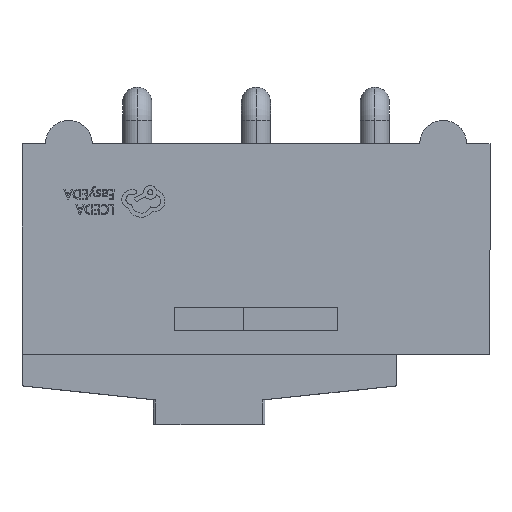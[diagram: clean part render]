
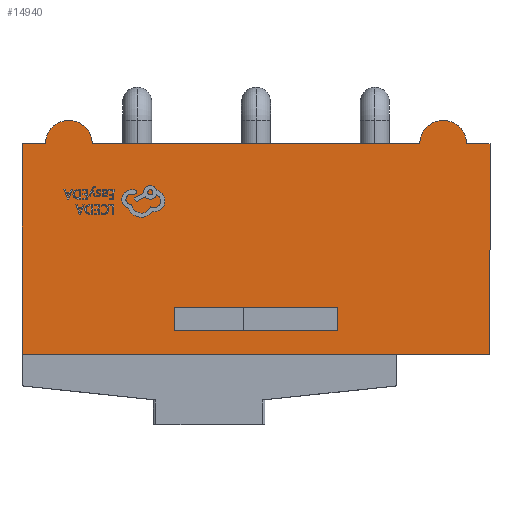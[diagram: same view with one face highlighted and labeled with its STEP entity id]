
A CAD part, top view. The second image highlights one B-rep face of the part: STEP entity #14940.
In plain terms, the highlighted planar face has unit normal (0, 0, 1).
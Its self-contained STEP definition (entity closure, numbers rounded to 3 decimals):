
#139 = ORIENTED_EDGE ( 'NONE', *, *, #16481, .T. ) ;
#288 = VERTEX_POINT ( 'NONE', #15796 ) ;
#498 = DIRECTION ( 'NONE',  ( 0., -1., 0. ) ) ;
#570 = EDGE_CURVE ( 'NONE', #12296, #13781, #12322, .T. ) ;
#682 = EDGE_CURVE ( 'NONE', #288, #17881, #4970, .T. ) ;
#814 = DIRECTION ( 'NONE',  ( 0., -1., 0. ) ) ;
#900 = CARTESIAN_POINT ( 'NONE',  ( 1.75, -1.25, 2.5 ) ) ;
#1087 = DIRECTION ( 'NONE',  ( -1., 0., 0. ) ) ;
#1158 = DIRECTION ( 'NONE',  ( 1., 0., 0. ) ) ;
#1549 = EDGE_CURVE ( 'NONE', #13865, #5718, #14262, .T. ) ;
#1663 = ORIENTED_EDGE ( 'NONE', *, *, #682, .T. ) ;
#2017 = DIRECTION ( 'NONE',  ( 0., 0., 1. ) ) ;
#2331 = AXIS2_PLACEMENT_3D ( 'NONE', #9661, #9857, #2870 ) ;
#2427 = VECTOR ( 'NONE', #498, 1000. ) ;
#2668 = VERTEX_POINT ( 'NONE', #10679 ) ;
#2757 = VECTOR ( 'NONE', #14744, 1000. ) ;
#2855 = CARTESIAN_POINT ( 'NONE',  ( -5., -2.25, 2.5 ) ) ;
#2870 = DIRECTION ( 'NONE',  ( 1., 0., 0. ) ) ;
#2928 = EDGE_CURVE ( 'NONE', #2992, #13020, #17602, .T. ) ;
#2992 = VERTEX_POINT ( 'NONE', #11858 ) ;
#3083 = FACE_BOUND ( 'NONE', #12575, .T. ) ;
#3263 = VECTOR ( 'NONE', #1087, 1000. ) ;
#3788 = CARTESIAN_POINT ( 'NONE',  ( -1.75, -1.25, 2.5 ) ) ;
#3919 = VECTOR ( 'NONE', #8974, 1000. ) ;
#4018 = VECTOR ( 'NONE', #7815, 1000. ) ;
#4078 = AXIS2_PLACEMENT_3D ( 'NONE', #7540, #2017, #5963 ) ;
#4355 = DIRECTION ( 'NONE',  ( 0., 0., 1. ) ) ;
#4597 = DIRECTION ( 'NONE',  ( -1., 0., 0. ) ) ;
#4808 = LINE ( 'NONE', #14640, #4018 ) ;
#4970 = CIRCLE ( 'NONE', #2331, 0.5 ) ;
#4982 = EDGE_CURVE ( 'NONE', #13781, #288, #17214, .T. ) ;
#5354 = EDGE_CURVE ( 'NONE', #16609, #6410, #8372, .T. ) ;
#5718 = VERTEX_POINT ( 'NONE', #2855 ) ;
#5963 = DIRECTION ( 'NONE',  ( -1., 0., 0. ) ) ;
#6114 = LINE ( 'NONE', #17680, #3919 ) ;
#6410 = VERTEX_POINT ( 'NONE', #8887 ) ;
#6417 = CARTESIAN_POINT ( 'NONE',  ( -5., 2.25, 2.5 ) ) ;
#6438 = ORIENTED_EDGE ( 'NONE', *, *, #570, .T. ) ;
#6503 = LINE ( 'NONE', #900, #13323 ) ;
#6603 = CARTESIAN_POINT ( 'NONE',  ( -5., 2.25, 2.5 ) ) ;
#6679 = CARTESIAN_POINT ( 'NONE',  ( -1.75, -1.75, 2.5 ) ) ;
#6921 = PLANE ( 'NONE',  #15627 ) ;
#7478 = EDGE_CURVE ( 'NONE', #17881, #2992, #17734, .T. ) ;
#7540 = CARTESIAN_POINT ( 'NONE',  ( -4., 2.25, 2.5 ) ) ;
#7815 = DIRECTION ( 'NONE',  ( -1., 0., 0. ) ) ;
#7903 = EDGE_LOOP ( 'NONE', ( #11018, #10437, #9052, #13283, #10467, #6438, #13541, #1663 ) ) ;
#8131 = LINE ( 'NONE', #10667, #16842 ) ;
#8260 = EDGE_CURVE ( 'NONE', #16979, #16609, #4808, .T. ) ;
#8353 = ORIENTED_EDGE ( 'NONE', *, *, #12004, .T. ) ;
#8372 = LINE ( 'NONE', #3788, #11736 ) ;
#8388 = CARTESIAN_POINT ( 'NONE',  ( 5., 2.25, 2.5 ) ) ;
#8887 = CARTESIAN_POINT ( 'NONE',  ( -1.75, -1.25, 2.5 ) ) ;
#8974 = DIRECTION ( 'NONE',  ( 1., 0., 0. ) ) ;
#9052 = ORIENTED_EDGE ( 'NONE', *, *, #13391, .T. ) ;
#9661 = CARTESIAN_POINT ( 'NONE',  ( 4., 2.25, 2.5 ) ) ;
#9857 = DIRECTION ( 'NONE',  ( 0., 0., 1. ) ) ;
#10437 = ORIENTED_EDGE ( 'NONE', *, *, #2928, .T. ) ;
#10467 = ORIENTED_EDGE ( 'NONE', *, *, #16554, .T. ) ;
#10667 = CARTESIAN_POINT ( 'NONE',  ( -5., -2.25, 2.5 ) ) ;
#10679 = CARTESIAN_POINT ( 'NONE',  ( 1.75, -1.25, 2.5 ) ) ;
#11018 = ORIENTED_EDGE ( 'NONE', *, *, #7478, .T. ) ;
#11334 = CARTESIAN_POINT ( 'NONE',  ( 0., 0., 2.5 ) ) ;
#11486 = CARTESIAN_POINT ( 'NONE',  ( 5., -2.25, 2.5 ) ) ;
#11621 = CARTESIAN_POINT ( 'NONE',  ( -5., 2.25, 2.5 ) ) ;
#11736 = VECTOR ( 'NONE', #13982, 1000. ) ;
#11858 = CARTESIAN_POINT ( 'NONE',  ( -3.5, 2.25, 2.5 ) ) ;
#11984 = DIRECTION ( 'NONE',  ( 1., 0., 0. ) ) ;
#12004 = EDGE_CURVE ( 'NONE', #6410, #2668, #6114, .T. ) ;
#12085 = VECTOR ( 'NONE', #12208, 1000. ) ;
#12208 = DIRECTION ( 'NONE',  ( -1., 0., 0. ) ) ;
#12296 = VERTEX_POINT ( 'NONE', #11486 ) ;
#12322 = LINE ( 'NONE', #16319, #2757 ) ;
#12575 = EDGE_LOOP ( 'NONE', ( #17867, #16788, #8353, #139 ) ) ;
#13020 = VERTEX_POINT ( 'NONE', #14820 ) ;
#13283 = ORIENTED_EDGE ( 'NONE', *, *, #1549, .T. ) ;
#13323 = VECTOR ( 'NONE', #814, 1000. ) ;
#13391 = EDGE_CURVE ( 'NONE', #13020, #13865, #16277, .T. ) ;
#13484 = VECTOR ( 'NONE', #4597, 1000. ) ;
#13541 = ORIENTED_EDGE ( 'NONE', *, *, #4982, .T. ) ;
#13781 = VERTEX_POINT ( 'NONE', #8388 ) ;
#13865 = VERTEX_POINT ( 'NONE', #15972 ) ;
#13898 = FACE_OUTER_BOUND ( 'NONE', #7903, .T. ) ;
#13982 = DIRECTION ( 'NONE',  ( 0., 1., 0. ) ) ;
#14262 = LINE ( 'NONE', #11621, #2427 ) ;
#14640 = CARTESIAN_POINT ( 'NONE',  ( 1.75, -1.75, 2.5 ) ) ;
#14744 = DIRECTION ( 'NONE',  ( 0., 1., 0. ) ) ;
#14820 = CARTESIAN_POINT ( 'NONE',  ( -4.5, 2.25, 2.5 ) ) ;
#14940 = ADVANCED_FACE ( 'NONE', ( #13898, #3083 ), #6921, .T. ) ;
#15396 = CARTESIAN_POINT ( 'NONE',  ( 3.5, 2.25, 2.5 ) ) ;
#15627 = AXIS2_PLACEMENT_3D ( 'NONE', #11334, #4355, #11984 ) ;
#15796 = CARTESIAN_POINT ( 'NONE',  ( 4.5, 2.25, 2.5 ) ) ;
#15930 = CARTESIAN_POINT ( 'NONE',  ( -5., 2.25, 2.5 ) ) ;
#15972 = CARTESIAN_POINT ( 'NONE',  ( -5., 2.25, 2.5 ) ) ;
#16277 = LINE ( 'NONE', #6417, #3263 ) ;
#16319 = CARTESIAN_POINT ( 'NONE',  ( 5., 2.25, 2.5 ) ) ;
#16481 = EDGE_CURVE ( 'NONE', #2668, #16979, #6503, .T. ) ;
#16554 = EDGE_CURVE ( 'NONE', #5718, #12296, #8131, .T. ) ;
#16609 = VERTEX_POINT ( 'NONE', #6679 ) ;
#16788 = ORIENTED_EDGE ( 'NONE', *, *, #5354, .T. ) ;
#16842 = VECTOR ( 'NONE', #1158, 1000. ) ;
#16979 = VERTEX_POINT ( 'NONE', #17966 ) ;
#17214 = LINE ( 'NONE', #15930, #13484 ) ;
#17602 = CIRCLE ( 'NONE', #4078, 0.5 ) ;
#17680 = CARTESIAN_POINT ( 'NONE',  ( 1.75, -1.25, 2.5 ) ) ;
#17734 = LINE ( 'NONE', #6603, #12085 ) ;
#17867 = ORIENTED_EDGE ( 'NONE', *, *, #8260, .T. ) ;
#17881 = VERTEX_POINT ( 'NONE', #15396 ) ;
#17966 = CARTESIAN_POINT ( 'NONE',  ( 1.75, -1.75, 2.5 ) ) ;
